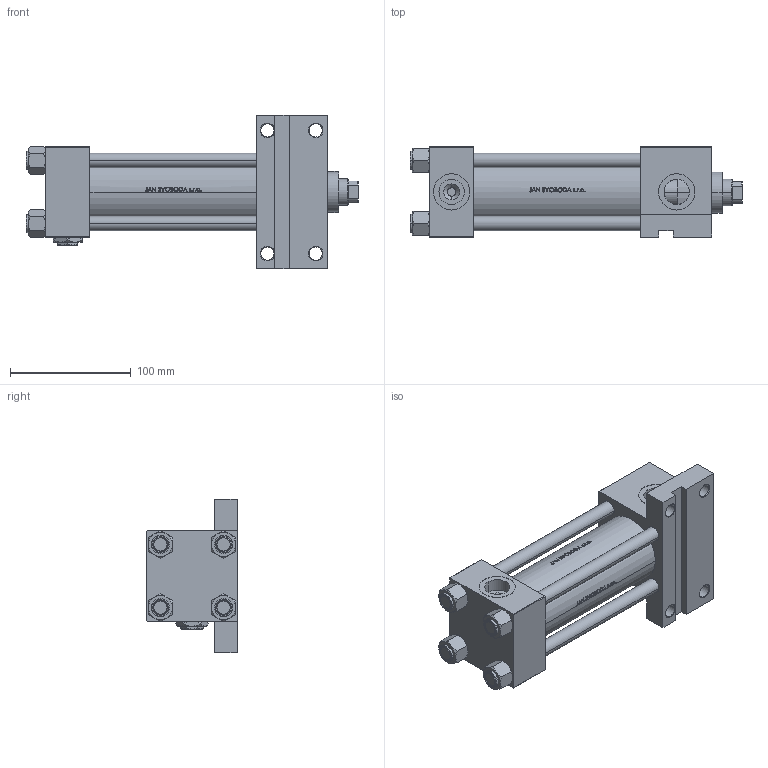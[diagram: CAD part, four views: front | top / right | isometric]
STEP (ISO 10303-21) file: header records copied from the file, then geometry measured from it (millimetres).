
FILE_DESCRIPTION (( 'STEP AP203' ), '1' );
FILE_NAME ('710c.STEP', '2025-05-19T10:33:03', ( '' ), ( '' ), 'SwSTEP 2.0', 'SolidWorks 2019', '' );
FILE_SCHEMA (( 'CONFIG_CONTROL_DESIGN' ));
Length unit declared in the file: millimetre
Products named in the file (7): V215CR_F_TYCINKA 6a6e4847f799c6f87ffe38629563624d; V215CR_VCP_F 6a6e4847f799c6f87ffe38629563624d; V215CR_F_Body 6a6e4847f799c6f87ffe38629563624d; NUT_M5_F 6a6e4847f799c6f87ffe38629563624d; V215_VC_A 6a6e4847f799c6f87ffe38629563624d; 710c; Zatka_pro_OIL_PORT 6a6e4847f799c6f87ffe38629563624d
Assembly tree (13 placements, depth 2):
  710c
    V215CR_F_Body 6a6e4847f799c6f87ffe38629563624d
    V215CR_VCP_F 6a6e4847f799c6f87ffe38629563624d
    V215CR_F_TYCINKA 6a6e4847f799c6f87ffe38629563624d  x4
    NUT_M5_F 6a6e4847f799c6f87ffe38629563624d  x4
    V215_VC_A 6a6e4847f799c6f87ffe38629563624d
    Zatka_pro_OIL_PORT 6a6e4847f799c6f87ffe38629563624d  x2
Bounding box: 275 x 75 x 127 mm (x, y, z)
Volume: 808693 mm3; surface area: 204839.8 mm2
Topology: 13 solids, 13 shells, 1199 faces, 2948 edges, 1897 vertices
Faces by surface type: plane 483, bspline 380, cone 194, cylinder 134, torus 8
Entity records: 49599 total; most frequent: CARTESIAN_POINT 26581, ORIENTED_EDGE 5196, DIRECTION 3338, EDGE_CURVE 2598, VERTEX_POINT 1695, LINE 1322, VECTOR 1322, EDGE_LOOP 1181
